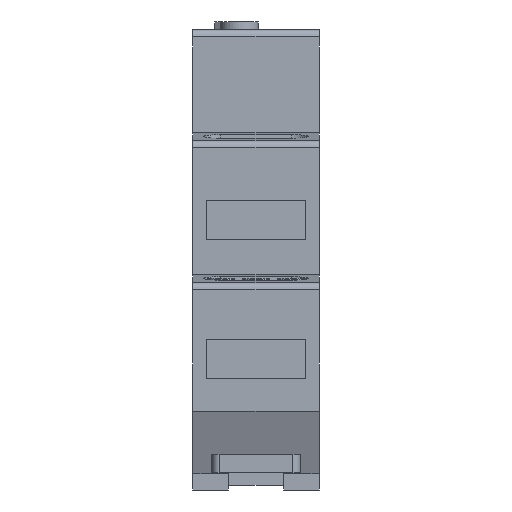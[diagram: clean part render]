
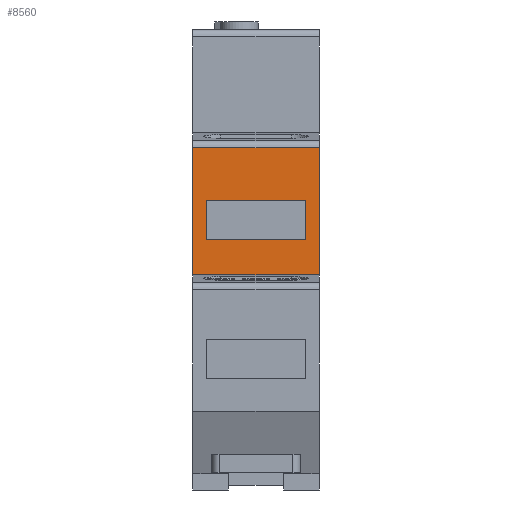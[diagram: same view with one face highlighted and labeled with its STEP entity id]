
A CAD part, front view. The second image highlights one B-rep face of the part: STEP entity #8560.
In plain terms, the highlighted planar face has unit normal (0, -1, 0).
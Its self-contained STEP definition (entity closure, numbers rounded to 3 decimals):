
#3 = EDGE_CURVE ( 'NONE', #8213, #443, #5628, .T. ) ;
#36 = EDGE_LOOP ( 'NONE', ( #2698, #1613, #3074, #5975 ) ) ;
#267 = VERTEX_POINT ( 'NONE', #2296 ) ;
#443 = VERTEX_POINT ( 'NONE', #7481 ) ;
#566 = DIRECTION ( 'NONE',  ( 0., 0., -1. ) ) ;
#779 = CARTESIAN_POINT ( 'NONE',  ( 0., 7.775, 30.3 ) ) ;
#1255 = EDGE_CURVE ( 'NONE', #1367, #8842, #11802, .T. ) ;
#1275 = DIRECTION ( 'NONE',  ( 1., 0., 0. ) ) ;
#1367 = VERTEX_POINT ( 'NONE', #8107 ) ;
#1419 = CARTESIAN_POINT ( 'NONE',  ( 0., 7.775, 30.3 ) ) ;
#1483 = PLANE ( 'NONE',  #2844 ) ;
#1509 = FACE_OUTER_BOUND ( 'NONE', #2970, .T. ) ;
#1613 = ORIENTED_EDGE ( 'NONE', *, *, #5740, .T. ) ;
#1980 = FACE_BOUND ( 'NONE', #36, .T. ) ;
#2198 = VECTOR ( 'NONE', #8041, 1000. ) ;
#2296 = CARTESIAN_POINT ( 'NONE',  ( 15.9, 7.775, 40.8 ) ) ;
#2340 = ORIENTED_EDGE ( 'NONE', *, *, #6835, .F. ) ;
#2698 = ORIENTED_EDGE ( 'NONE', *, *, #8883, .T. ) ;
#2815 = DIRECTION ( 'NONE',  ( 0., 0., -1. ) ) ;
#2833 = VECTOR ( 'NONE', #1275, 1000. ) ;
#2844 = AXIS2_PLACEMENT_3D ( 'NONE', #9283, #10337, #10420 ) ;
#2903 = DIRECTION ( 'NONE',  ( -1., 0., 0. ) ) ;
#2970 = EDGE_LOOP ( 'NONE', ( #12406, #4445, #2340, #12583 ) ) ;
#3074 = ORIENTED_EDGE ( 'NONE', *, *, #7599, .T. ) ;
#3093 = LINE ( 'NONE', #12287, #4655 ) ;
#3127 = LINE ( 'NONE', #10040, #8951 ) ;
#3711 = CARTESIAN_POINT ( 'NONE',  ( 1.9, 7.775, 40.8 ) ) ;
#4445 = ORIENTED_EDGE ( 'NONE', *, *, #6230, .F. ) ;
#4655 = VECTOR ( 'NONE', #566, 1000. ) ;
#4948 = CARTESIAN_POINT ( 'NONE',  ( 15.9, 7.775, 35.3 ) ) ;
#4984 = CARTESIAN_POINT ( 'NONE',  ( 17.8, 7.775, 48.2 ) ) ;
#5005 = CARTESIAN_POINT ( 'NONE',  ( 17.8, 7.775, 30.3 ) ) ;
#5105 = CARTESIAN_POINT ( 'NONE',  ( 1.9, 7.775, 35.3 ) ) ;
#5196 = DIRECTION ( 'NONE',  ( -1., 0., 0. ) ) ;
#5452 = EDGE_CURVE ( 'NONE', #8842, #11993, #7145, .T. ) ;
#5628 = LINE ( 'NONE', #10659, #10320 ) ;
#5740 = EDGE_CURVE ( 'NONE', #12342, #267, #10316, .T. ) ;
#5975 = ORIENTED_EDGE ( 'NONE', *, *, #3, .T. ) ;
#6092 = DIRECTION ( 'NONE',  ( 0., 0., 1. ) ) ;
#6230 = EDGE_CURVE ( 'NONE', #7820, #11993, #3127, .T. ) ;
#6835 = EDGE_CURVE ( 'NONE', #1367, #7820, #11955, .T. ) ;
#6966 = DIRECTION ( 'NONE',  ( -1., 0., 0. ) ) ;
#7129 = CARTESIAN_POINT ( 'NONE',  ( 1.9, 7.775, 40.8 ) ) ;
#7145 = LINE ( 'NONE', #779, #10938 ) ;
#7481 = CARTESIAN_POINT ( 'NONE',  ( 1.9, 7.775, 35.3 ) ) ;
#7599 = EDGE_CURVE ( 'NONE', #267, #8213, #3093, .T. ) ;
#7691 = LINE ( 'NONE', #5105, #8443 ) ;
#7820 = VERTEX_POINT ( 'NONE', #5005 ) ;
#8041 = DIRECTION ( 'NONE',  ( 0., 0., -1. ) ) ;
#8107 = CARTESIAN_POINT ( 'NONE',  ( 17.8, 7.775, 48.2 ) ) ;
#8213 = VERTEX_POINT ( 'NONE', #4948 ) ;
#8443 = VECTOR ( 'NONE', #6092, 1000. ) ;
#8560 = ADVANCED_FACE ( 'NONE', ( #1509, #1980 ), #1483, .F. ) ;
#8842 = VERTEX_POINT ( 'NONE', #9823 ) ;
#8883 = EDGE_CURVE ( 'NONE', #443, #12342, #7691, .T. ) ;
#8951 = VECTOR ( 'NONE', #5196, 1000. ) ;
#9283 = CARTESIAN_POINT ( 'NONE',  ( 17.8, 7.775, 30.3 ) ) ;
#9823 = CARTESIAN_POINT ( 'NONE',  ( 0., 7.775, 48.2 ) ) ;
#10040 = CARTESIAN_POINT ( 'NONE',  ( 17.8, 7.775, 30.3 ) ) ;
#10316 = LINE ( 'NONE', #7129, #2833 ) ;
#10320 = VECTOR ( 'NONE', #2903, 1000. ) ;
#10337 = DIRECTION ( 'NONE',  ( 0., 1., 0. ) ) ;
#10420 = DIRECTION ( 'NONE',  ( 0., 0., 1. ) ) ;
#10583 = VECTOR ( 'NONE', #6966, 1000. ) ;
#10659 = CARTESIAN_POINT ( 'NONE',  ( 1.9, 7.775, 35.3 ) ) ;
#10938 = VECTOR ( 'NONE', #2815, 1000. ) ;
#11240 = CARTESIAN_POINT ( 'NONE',  ( 17.8, 7.775, 30.3 ) ) ;
#11802 = LINE ( 'NONE', #4984, #10583 ) ;
#11955 = LINE ( 'NONE', #11240, #2198 ) ;
#11993 = VERTEX_POINT ( 'NONE', #1419 ) ;
#12287 = CARTESIAN_POINT ( 'NONE',  ( 15.9, 7.775, 35.3 ) ) ;
#12342 = VERTEX_POINT ( 'NONE', #3711 ) ;
#12406 = ORIENTED_EDGE ( 'NONE', *, *, #5452, .T. ) ;
#12583 = ORIENTED_EDGE ( 'NONE', *, *, #1255, .T. ) ;
